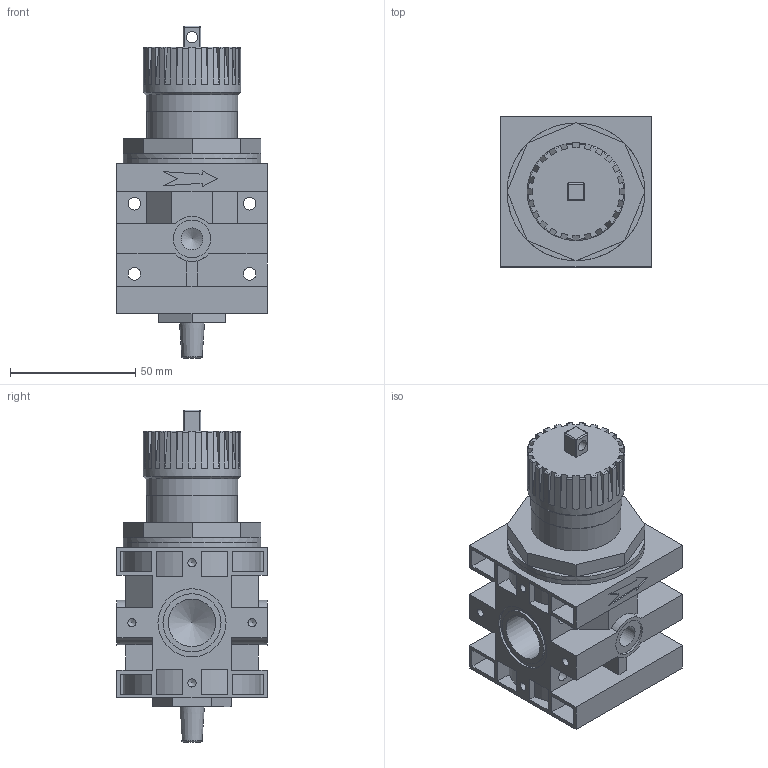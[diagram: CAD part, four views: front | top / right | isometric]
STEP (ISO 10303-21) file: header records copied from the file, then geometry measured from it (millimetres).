
FILE_DESCRIPTION(('STEP AP214'),'1');
FILE_NAME('valvola sezionatrice 60x60 nera.stp','2021-10-11T06:25:45',(' '),(' '),'Spatial InterOp 3D',' ',' ');
FILE_SCHEMA(('AUTOMOTIVE_DESIGN { 1 0 10303 214 1 1 1 1 }'));
Length unit declared in the file: metre
Products named in the file (7): 1633932691; 1633932726; 1633933483; 1633933621; 1633933665; 1633935359; 1633935451
Bounding box: 60 x 60 x 132.6 mm (x, y, z)
Volume: 215087 mm3; surface area: 57928.4 mm2
Topology: 7 solids, 7 shells, 373 faces, 947 edges, 610 vertices
Faces by surface type: plane 262, cylinder 67, torus 25, cone 15, sphere 4
Full cylindrical faces by diameter (mm): 3.3 x16, 4.5 x1, 5 x4, 8.7 x4, 9 x1, 15 x2, 15.3 x2, 19 x2, 23.2 x1, 27.2 x1, 36 x1, 36.5 x1, 39 x1, 55 x2
Entity records: 13955 total; most frequent: CARTESIAN_POINT 2092, DIRECTION 1790, ORIENTED_EDGE 1738, EDGE_CURVE 869, LINE 612, VECTOR 612, VERTEX_POINT 603, AXIS2_PLACEMENT_3D 589
